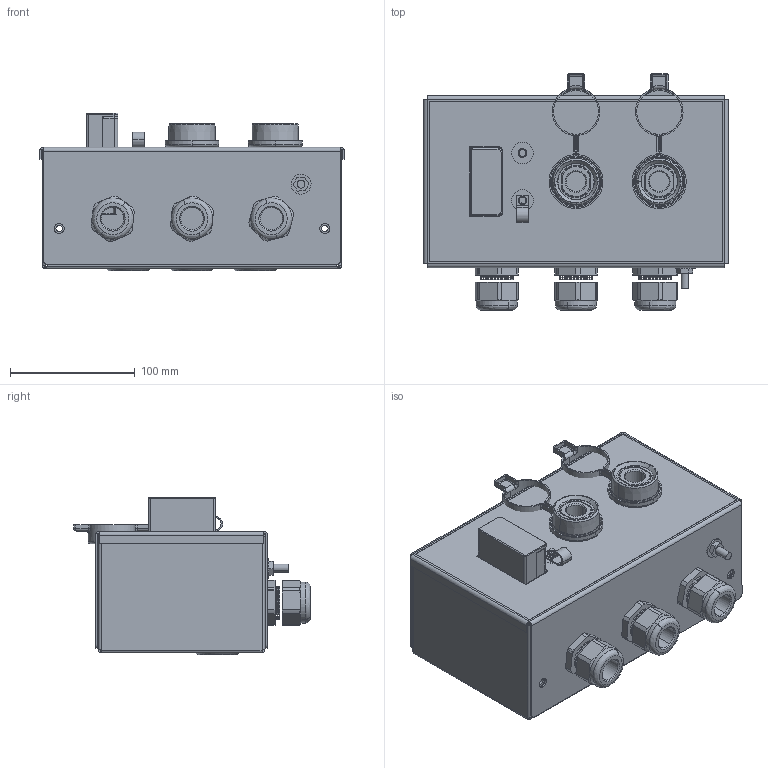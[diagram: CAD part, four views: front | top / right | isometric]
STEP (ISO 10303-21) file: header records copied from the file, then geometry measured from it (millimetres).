
FILE_DESCRIPTION (( 'STEP AP214' ), '1' );
FILE_NAME ('301512 Surfaces.STEP', '2024-03-12T19:17:08', ( '' ), ( '' ), 'SwSTEP 2.0', 'SolidWorks 2022', '' );
FILE_SCHEMA (( 'AUTOMOTIVE_DESIGN' ));
Length unit declared in the file: inch
Products named in the file (1): 301512 Surfaces
Bounding box: 244.22 x 189.33 x 126.45 mm (x, y, z)
Surface area: 353320.2 mm2 (no closed solid volume)
Topology: 0 solids, 54 shells, 642 faces, 2387 edges, 1756 vertices
Faces by surface type: cylinder 245, plane 215, bspline 114, torus 46, cone 22
Entity records: 40959 total; most frequent: CARTESIAN_POINT 13829, DIRECTION 3672, ORIENTED_EDGE 3537, EDGE_CURVE 2380, VERTEX_POINT 1756, AXIS2_PLACEMENT_3D 1306, VECTOR 1060, LINE 1060
